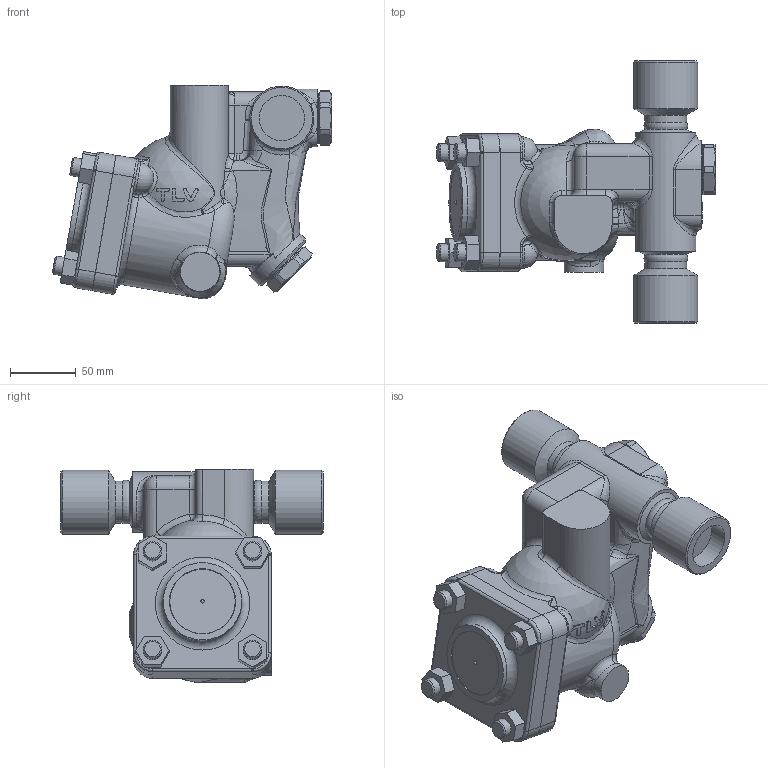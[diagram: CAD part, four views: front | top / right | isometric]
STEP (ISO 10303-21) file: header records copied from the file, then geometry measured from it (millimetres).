
FILE_DESCRIPTION(/* description */ (''),/* implementation_level */ '2;1');
FILE_NAME(/* name */ 'sh5nl-025-sw000-00.stp',/* time_stamp */ '2018-01-06T16:55:01+09:00',/* author */ ('nakaot'),/* organization */ (''),/* preprocessor_version */ 'ST-DEVELOPER v15.6',/* originating_system */ 'Autodesk Inventor 2015',/* authorisation */ '');
FILE_SCHEMA (('CONFIG_CONTROL_DESIGN'));
Length unit declared in the file: millimetre
Products named in the file (1): sh5nl-025-sw000-00
Bounding box: 213 x 200 x 162.72 mm (x, y, z)
Volume: 1841894.3 mm3; surface area: 145880.8 mm2
Topology: 2 solids, 2 shells, 435 faces, 1070 edges, 646 vertices
Faces by surface type: plane 129, bspline 127, cylinder 102, torus 44, sphere 17, cone 16
Full cylindrical faces by diameter (mm): 14 x4, 30 x1, 32 x2, 34.5 x2, 38 x2, 46 x1, 49 x2, 50 x2, 50.5 x1, 60 x1, 78.5 x1
Entity records: 18102 total; most frequent: CARTESIAN_POINT 8904, ORIENTED_EDGE 2022, DIRECTION 1682, EDGE_CURVE 1009, AXIS2_PLACEMENT_3D 699, VERTEX_POINT 636, EDGE_LOOP 495, FACE_OUTER_BOUND 435
